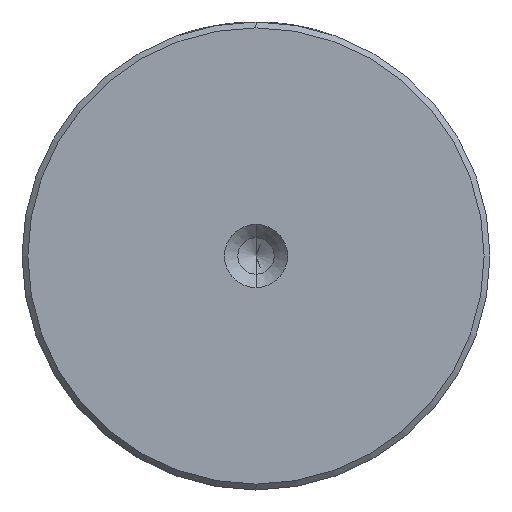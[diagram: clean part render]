
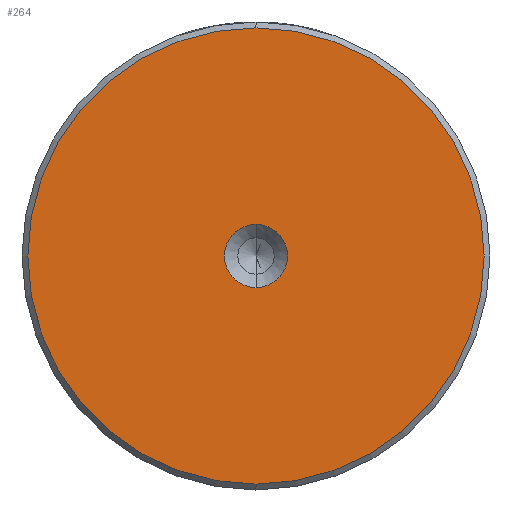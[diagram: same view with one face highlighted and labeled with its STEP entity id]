
A CAD part, left-side view. The second image highlights one B-rep face of the part: STEP entity #264.
In plain terms, the highlighted planar face has unit normal (-1, 0, 0).
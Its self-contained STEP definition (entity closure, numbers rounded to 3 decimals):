
#54 = CARTESIAN_POINT ( 'NONE',  ( 0., 0., 19.5 ) ) ;
#73 = AXIS2_PLACEMENT_3D ( 'NONE', #1465, #329, #1648 ) ;
#153 = DIRECTION ( 'NONE',  ( -1., 0., 0. ) ) ;
#184 = CARTESIAN_POINT ( 'NONE',  ( 0., 0., -2.7 ) ) ;
#207 = CARTESIAN_POINT ( 'NONE',  ( 0., 0., 2.7 ) ) ;
#264 = ADVANCED_FACE ( 'NONE', ( #1908, #1423 ), #815, .T. ) ;
#329 = DIRECTION ( 'NONE',  ( -1., 0., 0. ) ) ;
#385 = ORIENTED_EDGE ( 'NONE', *, *, #1982, .T. ) ;
#431 = CARTESIAN_POINT ( 'NONE',  ( 0., 0., 0. ) ) ;
#440 = VERTEX_POINT ( 'NONE', #1241 ) ;
#566 = VERTEX_POINT ( 'NONE', #54 ) ;
#607 = CARTESIAN_POINT ( 'NONE',  ( 0., 0., 0. ) ) ;
#682 = CIRCLE ( 'NONE', #1698, 19.5 ) ;
#699 = CIRCLE ( 'NONE', #732, 2.7 ) ;
#700 = AXIS2_PLACEMENT_3D ( 'NONE', #431, #2110, #1015 ) ;
#732 = AXIS2_PLACEMENT_3D ( 'NONE', #2080, #974, #2254 ) ;
#741 = EDGE_CURVE ( 'NONE', #793, #1287, #699, .T. ) ;
#793 = VERTEX_POINT ( 'NONE', #207 ) ;
#801 = DIRECTION ( 'NONE',  ( 0., 0., 1. ) ) ;
#815 = PLANE ( 'NONE',  #700 ) ;
#925 = ORIENTED_EDGE ( 'NONE', *, *, #1121, .T. ) ;
#974 = DIRECTION ( 'NONE',  ( -1., 0., 0. ) ) ;
#1015 = DIRECTION ( 'NONE',  ( 0., 0., 1. ) ) ;
#1121 = EDGE_CURVE ( 'NONE', #440, #566, #2067, .T. ) ;
#1241 = CARTESIAN_POINT ( 'NONE',  ( 0., 0., -19.5 ) ) ;
#1281 = CARTESIAN_POINT ( 'NONE',  ( 0., 0., 0. ) ) ;
#1287 = VERTEX_POINT ( 'NONE', #184 ) ;
#1320 = EDGE_LOOP ( 'NONE', ( #1777, #1374 ) ) ;
#1374 = ORIENTED_EDGE ( 'NONE', *, *, #1530, .F. ) ;
#1423 = FACE_BOUND ( 'NONE', #1320, .T. ) ;
#1465 = CARTESIAN_POINT ( 'NONE',  ( 0., 0., 0. ) ) ;
#1477 = DIRECTION ( 'NONE',  ( 0., 0., 1. ) ) ;
#1530 = EDGE_CURVE ( 'NONE', #1287, #793, #1693, .T. ) ;
#1568 = EDGE_LOOP ( 'NONE', ( #925, #385 ) ) ;
#1648 = DIRECTION ( 'NONE',  ( 0., 0., 1. ) ) ;
#1693 = CIRCLE ( 'NONE', #1909, 2.7 ) ;
#1698 = AXIS2_PLACEMENT_3D ( 'NONE', #607, #1913, #801 ) ;
#1777 = ORIENTED_EDGE ( 'NONE', *, *, #741, .F. ) ;
#1908 = FACE_OUTER_BOUND ( 'NONE', #1568, .T. ) ;
#1909 = AXIS2_PLACEMENT_3D ( 'NONE', #1281, #153, #1477 ) ;
#1913 = DIRECTION ( 'NONE',  ( -1., 0., 0. ) ) ;
#1982 = EDGE_CURVE ( 'NONE', #566, #440, #682, .T. ) ;
#2067 = CIRCLE ( 'NONE', #73, 19.5 ) ;
#2080 = CARTESIAN_POINT ( 'NONE',  ( 0., 0., 0. ) ) ;
#2110 = DIRECTION ( 'NONE',  ( -1., 0., 0. ) ) ;
#2254 = DIRECTION ( 'NONE',  ( 0., 0., 1. ) ) ;
